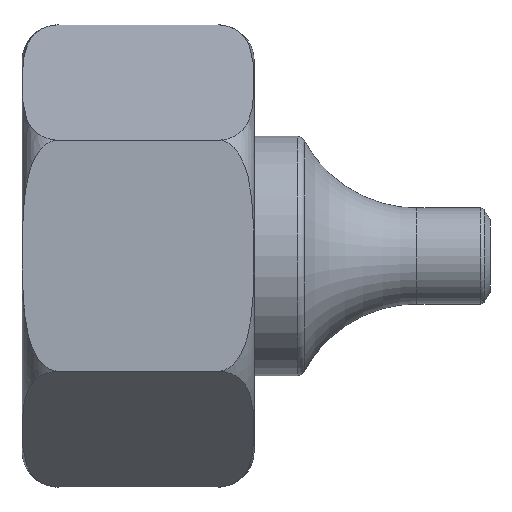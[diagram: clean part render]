
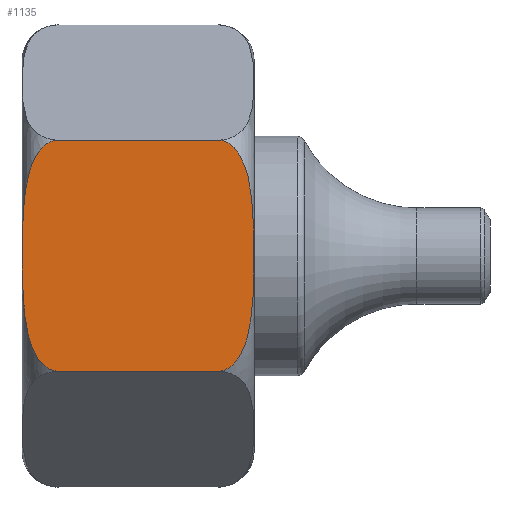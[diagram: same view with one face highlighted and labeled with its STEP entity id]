
A CAD part, top view. The second image highlights one B-rep face of the part: STEP entity #1135.
In plain terms, the highlighted planar face has unit normal (0, 0, 1).
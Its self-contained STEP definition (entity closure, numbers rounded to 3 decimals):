
#443=FACE_OUTER_BOUND('',#1423,.T.);
#551=LINE('',#4151,#653);
#552=LINE('',#4156,#654);
#653=VECTOR('',#3176,1.);
#654=VECTOR('',#3181,1.);
#849=B_SPLINE_CURVE_WITH_KNOTS('',3,(#4219,#4220,#4221,#4222,#4223,#4224,
#4225,#4226,#4227,#4228,#4229,#4230,#4231,#4232,#4233,#4234,#4235,#4236),
 .UNSPECIFIED.,.F.,.F.,(4,2,2,2,2,2,2,2,4),(0.,0.063,0.125,0.25,0.5,0.75,
0.875,0.938,1.),.UNSPECIFIED.);
#855=B_SPLINE_CURVE_WITH_KNOTS('',3,(#4336,#4337,#4338,#4339,#4340,#4341,
#4342,#4343,#4344,#4345,#4346,#4347,#4348,#4349,#4350,#4351,#4352,#4353),
 .UNSPECIFIED.,.F.,.F.,(4,2,2,2,2,2,2,2,4),(0.,0.062,0.125,
0.25,0.5,0.75,0.875,0.938,1.),.UNSPECIFIED.);
#992=PLANE('',#2939);
#1135=ADVANCED_FACE('',(#443),#992,.T.);
#1423=EDGE_LOOP('',(#1741,#1742,#1743,#1744));
#1741=ORIENTED_EDGE('',*,*,#2588,.T.);
#1742=ORIENTED_EDGE('',*,*,#2597,.T.);
#1743=ORIENTED_EDGE('',*,*,#2590,.T.);
#1744=ORIENTED_EDGE('',*,*,#2607,.T.);
#2344=VERTEX_POINT('',#4145);
#2347=VERTEX_POINT('',#4150);
#2349=VERTEX_POINT('',#4155);
#2350=VERTEX_POINT('',#4157);
#2588=EDGE_CURVE('',#2344,#2347,#551,.T.);
#2590=EDGE_CURVE('',#2350,#2349,#552,.T.);
#2597=EDGE_CURVE('',#2347,#2350,#849,.T.);
#2607=EDGE_CURVE('',#2349,#2344,#855,.T.);
#2939=AXIS2_PLACEMENT_3D('',#4410,#3227,#3228);
#3176=DIRECTION('',(-1.,0.,0.));
#3181=DIRECTION('',(1.,0.,0.));
#3227=DIRECTION('',(0.,0.,1.));
#3228=DIRECTION('',(1.,0.,0.));
#4145=CARTESIAN_POINT('',(24.5,14.434,25.));
#4150=CARTESIAN_POINT('',(4.5,14.434,25.));
#4151=CARTESIAN_POINT('',(0.,14.434,25.));
#4155=CARTESIAN_POINT('',(24.5,-14.434,25.));
#4156=CARTESIAN_POINT('',(0.,-14.434,25.));
#4157=CARTESIAN_POINT('',(4.5,-14.434,25.));
#4219=CARTESIAN_POINT('',(4.5,14.434,25.));
#4220=CARTESIAN_POINT('',(3.82,14.434,25.));
#4221=CARTESIAN_POINT('',(3.172,14.105,25.));
#4222=CARTESIAN_POINT('',(2.168,13.173,25.));
#4223=CARTESIAN_POINT('',(1.799,12.595,25.));
#4224=CARTESIAN_POINT('',(0.914,10.769,25.));
#4225=CARTESIAN_POINT('',(0.619,9.432,25.));
#4226=CARTESIAN_POINT('',(0.042,5.443,25.));
#4227=CARTESIAN_POINT('',(0.046,2.757,25.));
#4228=CARTESIAN_POINT('',(0.044,-2.614,25.));
#4229=CARTESIAN_POINT('',(0.036,-5.354,25.));
#4230=CARTESIAN_POINT('',(0.61,-9.389,25.));
#4231=CARTESIAN_POINT('',(0.9,-10.731,25.));
#4232=CARTESIAN_POINT('',(1.791,-12.584,25.));
#4233=CARTESIAN_POINT('',(2.167,-13.17,25.));
#4234=CARTESIAN_POINT('',(3.162,-14.098,25.));
#4235=CARTESIAN_POINT('',(3.819,-14.434,25.));
#4236=CARTESIAN_POINT('',(4.5,-14.434,25.));
#4336=CARTESIAN_POINT('',(24.5,-14.434,25.));
#4337=CARTESIAN_POINT('',(25.18,-14.434,25.));
#4338=CARTESIAN_POINT('',(25.828,-14.105,25.));
#4339=CARTESIAN_POINT('',(26.832,-13.173,25.));
#4340=CARTESIAN_POINT('',(27.201,-12.595,25.));
#4341=CARTESIAN_POINT('',(28.086,-10.769,25.));
#4342=CARTESIAN_POINT('',(28.381,-9.432,25.));
#4343=CARTESIAN_POINT('',(28.958,-5.443,25.));
#4344=CARTESIAN_POINT('',(28.954,-2.757,25.));
#4345=CARTESIAN_POINT('',(28.956,2.614,25.));
#4346=CARTESIAN_POINT('',(28.964,5.354,25.));
#4347=CARTESIAN_POINT('',(28.39,9.389,25.));
#4348=CARTESIAN_POINT('',(28.1,10.731,25.));
#4349=CARTESIAN_POINT('',(27.209,12.584,25.));
#4350=CARTESIAN_POINT('',(26.833,13.17,25.));
#4351=CARTESIAN_POINT('',(25.838,14.098,25.));
#4352=CARTESIAN_POINT('',(25.181,14.434,25.));
#4353=CARTESIAN_POINT('',(24.5,14.434,25.));
#4410=CARTESIAN_POINT('',(31.9,-14.434,25.));
